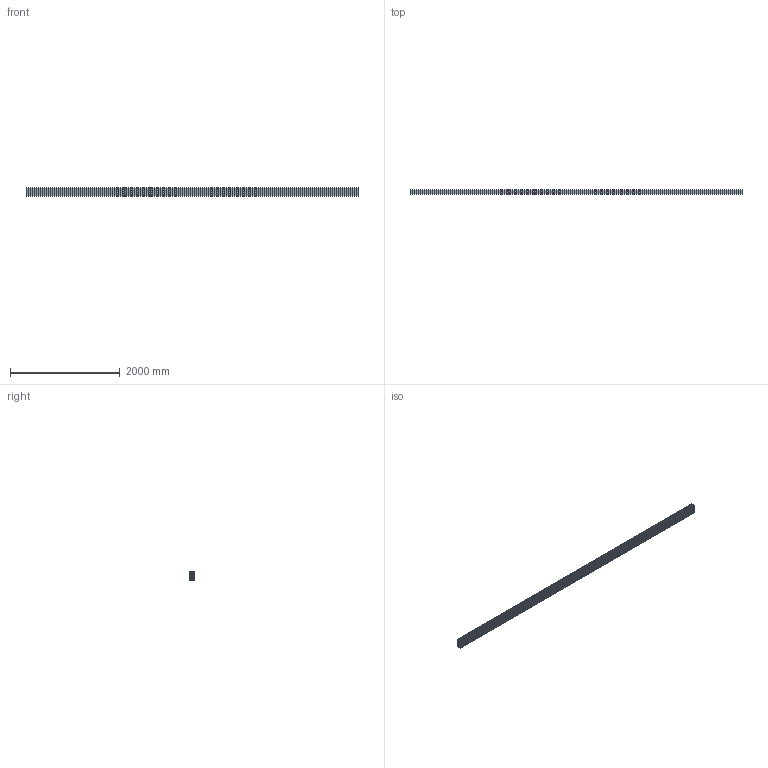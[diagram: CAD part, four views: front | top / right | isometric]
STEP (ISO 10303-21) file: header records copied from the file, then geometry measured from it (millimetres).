
FILE_DESCRIPTION(('FreeCAD Model'),'2;1');
FILE_NAME('Open CASCADE Shape Model','2024-10-15T09:53:37',(''),(''), 'Open CASCADE STEP processor 7.6','FreeCAD','Unknown');
FILE_SCHEMA(('AUTOMOTIVE_DESIGN { 1 0 10303 214 1 1 1 1 }'));
Length unit declared in the file: millimetre
Products named in the file (1): STI8-16080
Bounding box: 6060 x 80 x 160 mm (x, y, z)
Volume: 23070387.3 mm3; surface area: 11934332.1 mm2
Topology: 1 solids, 1 shells, 507 faces, 1515 edges, 1010 vertices
Faces by surface type: cylinder 265, plane 242
Entity records: 37672 total; most frequent: CARTESIAN_POINT 7407, DIRECTION 5867, LINE 3485, VECTOR 3485, ORIENTED_EDGE 3030, PCURVE 3030, DEFINITIONAL_REPRESENTATION 3030, EDGE_CURVE 1515
